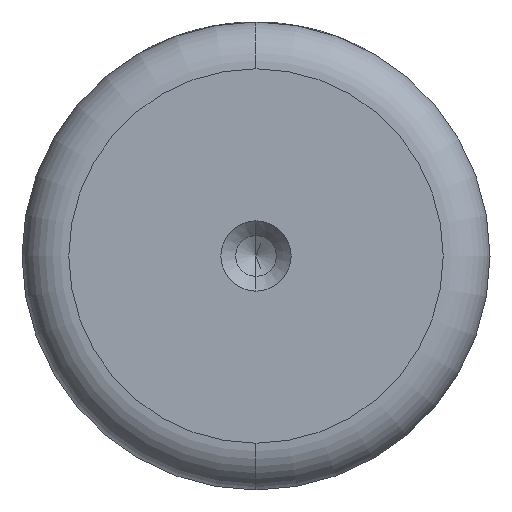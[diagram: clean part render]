
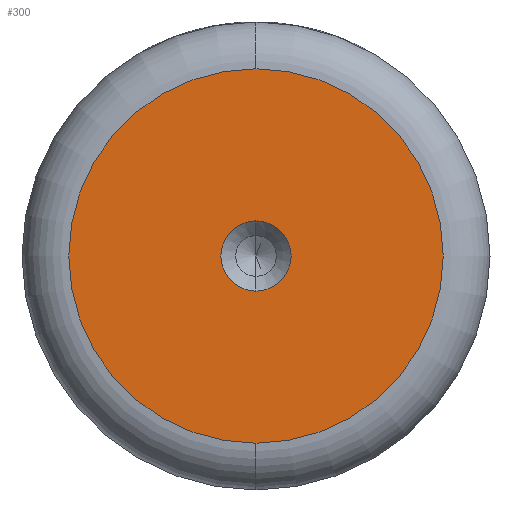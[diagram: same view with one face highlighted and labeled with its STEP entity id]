
A CAD part, left-side view. The second image highlights one B-rep face of the part: STEP entity #300.
In plain terms, the highlighted planar face has unit normal (-1, 0, 0).
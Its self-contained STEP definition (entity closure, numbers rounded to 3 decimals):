
#2 = EDGE_CURVE ( 'NONE', #368, #305, #197, .T. ) ;
#37 = AXIS2_PLACEMENT_3D ( 'NONE', #508, #1268, #624 ) ;
#72 = ORIENTED_EDGE ( 'NONE', *, *, #1366, .T. ) ;
#93 = CARTESIAN_POINT ( 'NONE',  ( 0., 0., 0. ) ) ;
#136 = DIRECTION ( 'NONE',  ( 0., 0., 1. ) ) ;
#157 = DIRECTION ( 'NONE',  ( -1., 0., 0. ) ) ;
#174 = CIRCLE ( 'NONE', #1211, 2.25 ) ;
#189 = CARTESIAN_POINT ( 'NONE',  ( 0., 0., 12. ) ) ;
#197 = CIRCLE ( 'NONE', #1095, 12. ) ;
#212 = CARTESIAN_POINT ( 'NONE',  ( 0., 0., -12. ) ) ;
#222 = DIRECTION ( 'NONE',  ( 0., 0., 1. ) ) ;
#249 = EDGE_CURVE ( 'NONE', #664, #1166, #1080, .T. ) ;
#300 = ADVANCED_FACE ( 'NONE', ( #1093, #785 ), #419, .T. ) ;
#305 = VERTEX_POINT ( 'NONE', #189 ) ;
#368 = VERTEX_POINT ( 'NONE', #212 ) ;
#419 = PLANE ( 'NONE',  #1027 ) ;
#424 = DIRECTION ( 'NONE',  ( -1., 0., 0. ) ) ;
#455 = DIRECTION ( 'NONE',  ( -1., 0., 0. ) ) ;
#472 = EDGE_LOOP ( 'NONE', ( #72, #758 ) ) ;
#503 = CARTESIAN_POINT ( 'NONE',  ( 0., 0., 0. ) ) ;
#508 = CARTESIAN_POINT ( 'NONE',  ( 0., 0., 0. ) ) ;
#529 = EDGE_LOOP ( 'NONE', ( #591, #1318 ) ) ;
#530 = AXIS2_PLACEMENT_3D ( 'NONE', #93, #865, #222 ) ;
#591 = ORIENTED_EDGE ( 'NONE', *, *, #1075, .F. ) ;
#624 = DIRECTION ( 'NONE',  ( 0., 0., 1. ) ) ;
#664 = VERTEX_POINT ( 'NONE', #787 ) ;
#686 = CARTESIAN_POINT ( 'NONE',  ( 0., 0., 2.25 ) ) ;
#758 = ORIENTED_EDGE ( 'NONE', *, *, #2, .T. ) ;
#785 = FACE_OUTER_BOUND ( 'NONE', #472, .T. ) ;
#787 = CARTESIAN_POINT ( 'NONE',  ( 0., 0., -2.25 ) ) ;
#865 = DIRECTION ( 'NONE',  ( -1., 0., 0. ) ) ;
#1021 = CARTESIAN_POINT ( 'NONE',  ( 0., 0., 0. ) ) ;
#1027 = AXIS2_PLACEMENT_3D ( 'NONE', #503, #424, #1170 ) ;
#1075 = EDGE_CURVE ( 'NONE', #1166, #664, #174, .T. ) ;
#1080 = CIRCLE ( 'NONE', #37, 2.25 ) ;
#1093 = FACE_BOUND ( 'NONE', #529, .T. ) ;
#1095 = AXIS2_PLACEMENT_3D ( 'NONE', #1021, #157, #136 ) ;
#1102 = CARTESIAN_POINT ( 'NONE',  ( 0., 0., 0. ) ) ;
#1166 = VERTEX_POINT ( 'NONE', #686 ) ;
#1170 = DIRECTION ( 'NONE',  ( 0., 0., 1. ) ) ;
#1197 = CIRCLE ( 'NONE', #530, 12. ) ;
#1211 = AXIS2_PLACEMENT_3D ( 'NONE', #1102, #455, #1213 ) ;
#1213 = DIRECTION ( 'NONE',  ( 0., 0., 1. ) ) ;
#1268 = DIRECTION ( 'NONE',  ( -1., 0., 0. ) ) ;
#1318 = ORIENTED_EDGE ( 'NONE', *, *, #249, .F. ) ;
#1366 = EDGE_CURVE ( 'NONE', #305, #368, #1197, .T. ) ;
